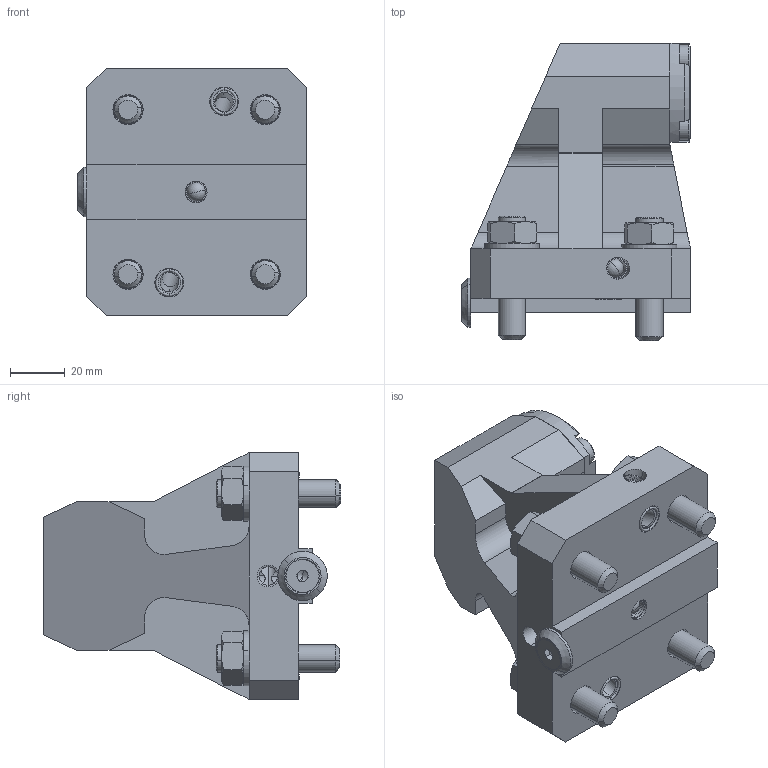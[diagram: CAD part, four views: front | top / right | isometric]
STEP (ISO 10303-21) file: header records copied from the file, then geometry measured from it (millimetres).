
FILE_DESCRIPTION (( 'STEP AP203' ), '1' );
FILE_NAME ('REA.KM3.NAK.075-11.STEP', '2018-10-01T08:26:29', ( 'SWIAdmin' ), ( 'Hewlett-Packard Company' ), 'SwSTEP 2.0', 'SolidWorks 2017', '' );
FILE_SCHEMA (( 'CONFIG_CONTROL_DESIGN' ));
Length unit declared in the file: millimetre
Products named in the file (11): SN 213912 - M6; ISO 4026 - M10 x 45; ISO 4032 - M10; REA-KM3.NAK.075-11_A; ISO 7089 - 10_PreviewCfg; KM32NCMF; REA.KM3.NAK.075-11; KVT_MB_600_080; DIN 3771 - 8x1; DIN 3771 - 25.07x2.62; DIN 7991 - M6 x 12
Assembly tree (23 placements, depth 2):
  REA.KM3.NAK.075-11
    REA-KM3.NAK.075-11_A
    KM32NCMF
    KVT_MB_600_080  x4
    DIN 3771 - 8x1  x2
    DIN 3771 - 25.07x2.62
    DIN 7991 - M6 x 12
    SN 213912 - M6
    ISO 4026 - M10 x 45  x4
    ISO 4032 - M10  x4
    ISO 7089 - 10_PreviewCfg  x4
Bounding box: 83.4 x 108.44 x 90 mm (x, y, z)
Volume: 312221 mm3; surface area: 78779.4 mm2
Topology: 33 solids, 33 shells, 707 faces, 1640 edges, 983 vertices
Faces by surface type: cone 250, plane 230, cylinder 198, torus 14, sphere 8, bspline 7
Entity records: 15984 total; most frequent: CARTESIAN_POINT 3502, DIRECTION 2378, ORIENTED_EDGE 2224, EDGE_CURVE 1112, AXIS2_PLACEMENT_3D 896, VERTEX_POINT 688, VECTOR 586, LINE 586
